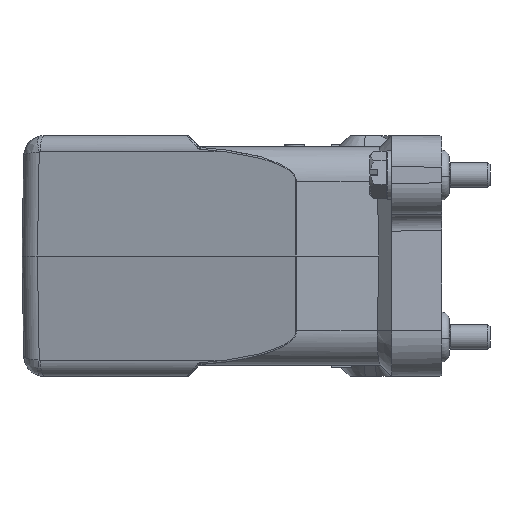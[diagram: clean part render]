
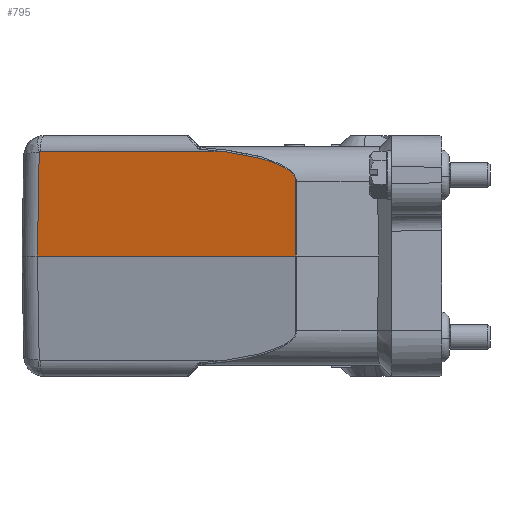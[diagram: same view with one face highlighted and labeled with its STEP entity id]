
A CAD part, left-side view. The second image highlights one B-rep face of the part: STEP entity #795.
In plain terms, the highlighted planar face has unit normal (-0.966, 0.259, 0.018).
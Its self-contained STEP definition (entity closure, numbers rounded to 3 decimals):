
#406=PLANE('',#8984);
#795=ADVANCED_FACE('NONE',(#1429),#406,.T.);
#1429=FACE_OUTER_BOUND('',#1928,.T.);
#1928=EDGE_LOOP('',(#3903,#3904,#3905,#3906,#3907,#3908));
#2457=B_SPLINE_CURVE_WITH_KNOTS('',3,(#12875,#12876,#12877,#12878,#12879,
#12880,#12881,#12882,#12883,#12884,#12885,#12886,#12887,#12888,#12889,#12890,
#12891,#12892,#12893,#12894),.UNSPECIFIED.,.F.,.F.,(4,2,2,2,2,2,2,2,2,4),
(0.,0.25,0.5,0.625,0.75,0.813,0.875,0.938,0.969,1.),
 .UNSPECIFIED.);
#2504=B_SPLINE_CURVE_WITH_KNOTS('',3,(#14076,#14077,#14078,#14079),
 .UNSPECIFIED.,.F.,.F.,(4,4),(0.,1.),.UNSPECIFIED.);
#3903=ORIENTED_EDGE('',*,*,#6757,.F.);
#3904=ORIENTED_EDGE('',*,*,#6758,.T.);
#3905=ORIENTED_EDGE('',*,*,#6759,.T.);
#3906=ORIENTED_EDGE('',*,*,#6544,.F.);
#3907=ORIENTED_EDGE('',*,*,#6543,.F.);
#3908=ORIENTED_EDGE('',*,*,#6755,.T.);
#5617=VERTEX_POINT('',#12836);
#5619=VERTEX_POINT('',#12874);
#5620=VERTEX_POINT('',#12984);
#5728=VERTEX_POINT('',#14061);
#5729=VERTEX_POINT('',#14080);
#5730=VERTEX_POINT('',#14082);
#6543=EDGE_CURVE('NONE',#5617,#5619,#2457,.T.);
#6544=EDGE_CURVE('NONE',#5619,#5620,#7579,.T.);
#6755=EDGE_CURVE('NONE',#5617,#5728,#7735,.T.);
#6757=EDGE_CURVE('NONE',#5729,#5728,#2504,.T.);
#6758=EDGE_CURVE('NONE',#5729,#5730,#7736,.T.);
#6759=EDGE_CURVE('NONE',#5730,#5620,#7737,.T.);
#7579=LINE('',#12983,#8245);
#7735=LINE('',#14062,#8401);
#7736=LINE('',#14081,#8402);
#7737=LINE('',#14083,#8403);
#8245=VECTOR('',#10006,1.);
#8401=VECTOR('',#10354,1.);
#8402=VECTOR('',#10357,1.);
#8403=VECTOR('',#10358,1.);
#8984=AXIS2_PLACEMENT_3D('',#14084,#10359,#10360);
#10006=DIRECTION('',(-0.017,0.002,-1.));
#10354=DIRECTION('',(0.259,0.966,0.));
#10357=DIRECTION('',(-0.013,0.017,-1.));
#10358=DIRECTION('',(-0.259,-0.966,0.));
#10359=DIRECTION('',(-0.966,0.259,0.017));
#10360=DIRECTION('',(-0.259,-0.966,0.));
#12836=CARTESIAN_POINT('',(-46.529,51.861,25.07));
#12874=CARTESIAN_POINT('',(-51.17,35.022,17.948));
#12875=CARTESIAN_POINT('',(-46.529,51.861,25.07));
#12876=CARTESIAN_POINT('',(-46.957,50.278,24.872));
#12877=CARTESIAN_POINT('',(-47.384,48.7,24.629));
#12878=CARTESIAN_POINT('',(-48.235,45.566,24.024));
#12879=CARTESIAN_POINT('',(-48.658,44.01,23.663));
#12880=CARTESIAN_POINT('',(-49.285,41.716,22.977));
#12881=CARTESIAN_POINT('',(-49.493,40.958,22.724));
#12882=CARTESIAN_POINT('',(-49.902,39.469,22.146));
#12883=CARTESIAN_POINT('',(-50.104,38.737,21.823));
#12884=CARTESIAN_POINT('',(-50.397,37.684,21.249));
#12885=CARTESIAN_POINT('',(-50.492,37.341,21.042));
#12886=CARTESIAN_POINT('',(-50.677,36.683,20.587));
#12887=CARTESIAN_POINT('',(-50.766,36.367,20.338));
#12888=CARTESIAN_POINT('',(-50.93,35.792,19.778));
#12889=CARTESIAN_POINT('',(-51.006,35.531,19.465));
#12890=CARTESIAN_POINT('',(-51.094,35.24,18.933));
#12891=CARTESIAN_POINT('',(-51.118,35.16,18.745));
#12892=CARTESIAN_POINT('',(-51.155,35.051,18.355));
#12893=CARTESIAN_POINT('',(-51.166,35.022,18.152));
#12894=CARTESIAN_POINT('',(-51.17,35.022,17.948));
#12983=CARTESIAN_POINT('',(-51.165,35.022,18.241));
#12984=CARTESIAN_POINT('',(-51.483,35.064,0.));
#14061=CARTESIAN_POINT('',(-34.537,96.615,25.07));
#14062=CARTESIAN_POINT('',(-33.393,100.887,25.07));
#14076=CARTESIAN_POINT('',(-34.473,96.857,25.04));
#14077=CARTESIAN_POINT('',(-34.494,96.778,25.06));
#14078=CARTESIAN_POINT('',(-34.515,96.697,25.07));
#14079=CARTESIAN_POINT('',(-34.537,96.615,25.07));
#14080=CARTESIAN_POINT('',(-34.473,96.857,25.04));
#14081=CARTESIAN_POINT('',(-34.473,96.857,25.04));
#14082=CARTESIAN_POINT('',(-34.808,97.295,0.));
#14083=CARTESIAN_POINT('',(-33.815,101.,0.));
#14084=CARTESIAN_POINT('',(-33.815,101.,0.));
